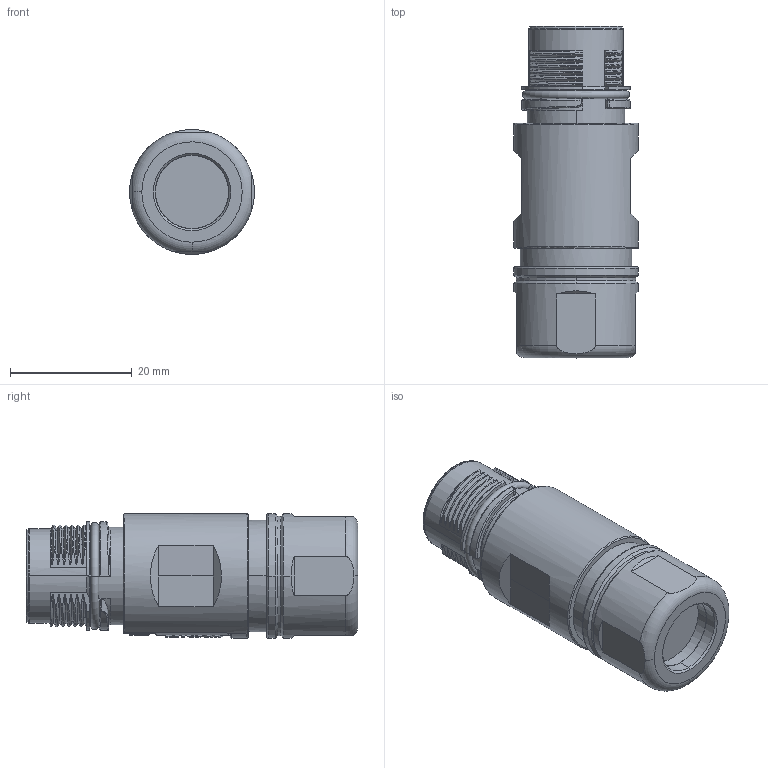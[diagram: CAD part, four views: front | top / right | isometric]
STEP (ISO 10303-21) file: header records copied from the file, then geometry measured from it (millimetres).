
FILE_DESCRIPTION((''),'2;1');
FILE_NAME('PRT0001','2023-12-15T',('lian.chen'),(''),'PRO/ENGINEER BY PARAMETRIC TECHNOLOGY CORPORATION, 2012480','PRO/ENGINEER BY PARAMETRIC TECHNOLOGY CORPORATION, 2012480','');
FILE_SCHEMA(('CONFIG_CONTROL_DESIGN'));
Length unit declared in the file: millimetre
Products named in the file (1): PRT0001
Bounding box: 20.5 x 54.55 x 20.5 mm (x, y, z)
Volume: 13633.4 mm3; surface area: 5847.7 mm2
Topology: 1 solids, 17 shells, 712 faces, 1780 edges, 1157 vertices
Faces by surface type: plane 239, cylinder 231, cone 77, bspline 74, torus 60, extrusion 21, sphere 10
Entity records: 27056 total; most frequent: CARTESIAN_POINT 10444, ORIENTED_EDGE 3540, DIRECTION 3294, EDGE_CURVE 1770, AXIS2_PLACEMENT_3D 1287, VERTEX_POINT 1157, EDGE_LOOP 785, VECTOR 720
